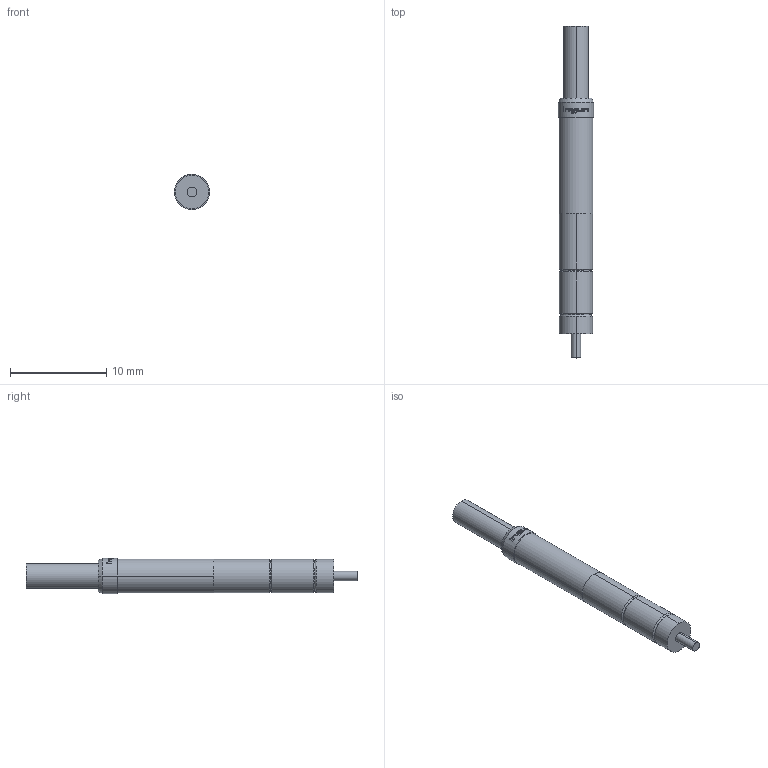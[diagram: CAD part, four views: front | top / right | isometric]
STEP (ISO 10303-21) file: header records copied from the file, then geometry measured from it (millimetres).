
FILE_DESCRIPTION (( 'STEP AP203' ), '1' );
FILE_NAME ('INGUN_HFS-110_304_115_A_xx02_B.STEP', '2025-01-23T13:52:06', ( '' ), ( '' ), 'SwSTEP 2.0', 'SolidWorks 2023', '' );
FILE_SCHEMA (( 'CONFIG_CONTROL_DESIGN' ));
Length unit declared in the file: millimetre
Products named in the file (1): INGUN_HFS-110_304_115_A_xx02_B
Bounding box: 3.65 x 34.5 x 3.65 mm (x, y, z)
Volume: 274.5 mm3; surface area: 369.6 mm2
Topology: 1 solids, 1 shells, 111 faces, 274 edges, 177 vertices
Faces by surface type: plane 55, cylinder 24, bspline 22, torus 8, cone 2
Entity records: 3623 total; most frequent: CARTESIAN_POINT 1087, ORIENTED_EDGE 548, DIRECTION 452, EDGE_CURVE 274, AXIS2_PLACEMENT_3D 182, VERTEX_POINT 177, EDGE_LOOP 123, ADVANCED_FACE 111
